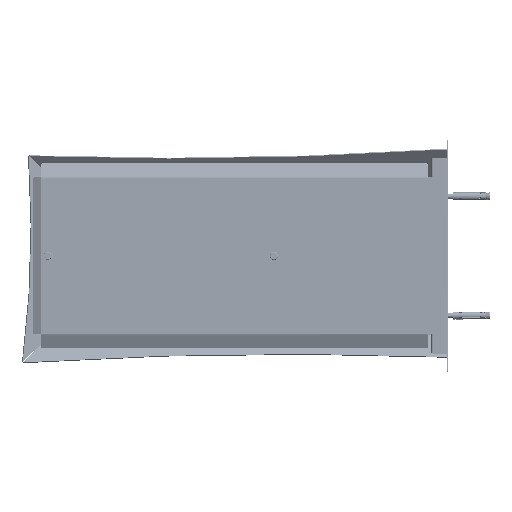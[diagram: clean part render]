
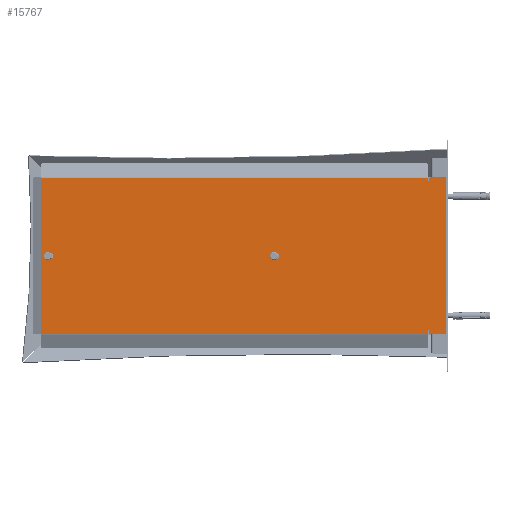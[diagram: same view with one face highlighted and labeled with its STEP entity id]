
A CAD part, top view. The second image highlights one B-rep face of the part: STEP entity #15767.
In plain terms, the highlighted planar face has unit normal (0, 0, 1).
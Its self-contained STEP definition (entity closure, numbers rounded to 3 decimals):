
#15767=ADVANCED_FACE('',(#21421,#21422,#21423),#21424,.T.);
#21421=FACE_BOUND('',#26306,.T.);
#21422=FACE_BOUND('',#26307,.T.);
#21423=FACE_OUTER_BOUND('',#26308,.T.);
#21424=PLANE('',#26309);
#26306=EDGE_LOOP('',(#33840,#33841,#33842,#33843));
#26307=EDGE_LOOP('',(#33844,#33845,#33846,#33847));
#26308=EDGE_LOOP('',(#33848,#33849,#33850,#33851,#33852,#33853,#33854,#33855,#33856,#33857,#33858,#33859,#33860,#33861,#33862,#33863,#33864,#33865));
#26309=AXIS2_PLACEMENT_3D('',#33866,#33867,#33868);
#33840=ORIENTED_EDGE('',*,*,#38585,.F.);
#33841=ORIENTED_EDGE('',*,*,#38586,.F.);
#33842=ORIENTED_EDGE('',*,*,#38587,.F.);
#33843=ORIENTED_EDGE('',*,*,#38588,.F.);
#33844=ORIENTED_EDGE('',*,*,#38573,.F.);
#33845=ORIENTED_EDGE('',*,*,#38568,.F.);
#33846=ORIENTED_EDGE('',*,*,#38589,.F.);
#33847=ORIENTED_EDGE('',*,*,#38577,.F.);
#33848=ORIENTED_EDGE('',*,*,#38590,.T.);
#33849=ORIENTED_EDGE('',*,*,#38591,.T.);
#33850=ORIENTED_EDGE('',*,*,#38592,.F.);
#33851=ORIENTED_EDGE('',*,*,#38593,.T.);
#33852=ORIENTED_EDGE('',*,*,#38594,.T.);
#33853=ORIENTED_EDGE('',*,*,#38595,.F.);
#33854=ORIENTED_EDGE('',*,*,#38596,.T.);
#33855=ORIENTED_EDGE('',*,*,#38597,.T.);
#33856=ORIENTED_EDGE('',*,*,#38598,.T.);
#33857=ORIENTED_EDGE('',*,*,#38599,.T.);
#33858=ORIENTED_EDGE('',*,*,#38600,.T.);
#33859=ORIENTED_EDGE('',*,*,#38601,.T.);
#33860=ORIENTED_EDGE('',*,*,#38602,.T.);
#33861=ORIENTED_EDGE('',*,*,#38603,.F.);
#33862=ORIENTED_EDGE('',*,*,#38604,.T.);
#33863=ORIENTED_EDGE('',*,*,#38605,.T.);
#33864=ORIENTED_EDGE('',*,*,#38606,.F.);
#33865=ORIENTED_EDGE('',*,*,#38607,.T.);
#33866=CARTESIAN_POINT('',(0.0,0.,24.5));
#33867=DIRECTION('',(0.0,0.0,1.0));
#33868=DIRECTION('',(1.0,0.0,0.0));
#38568=EDGE_CURVE('',#42572,#42573,#42574,.T.);
#38573=EDGE_CURVE('',#42573,#42581,#42582,.T.);
#38577=EDGE_CURVE('',#42581,#42587,#42588,.T.);
#38585=EDGE_CURVE('',#42600,#42601,#42602,.T.);
#38586=EDGE_CURVE('',#42603,#42600,#42604,.T.);
#38587=EDGE_CURVE('',#42605,#42603,#42606,.T.);
#38588=EDGE_CURVE('',#42601,#42605,#42607,.T.);
#38589=EDGE_CURVE('',#42587,#42572,#42608,.T.);
#38590=EDGE_CURVE('',#42609,#42593,#42610,.F.);
#38591=EDGE_CURVE('',#42593,#42611,#42612,.F.);
#38592=EDGE_CURVE('',#42613,#42611,#42614,.T.);
#38593=EDGE_CURVE('',#42613,#42615,#42616,.F.);
#38594=EDGE_CURVE('',#42615,#42617,#42618,.F.);
#38595=EDGE_CURVE('',#42619,#42617,#42620,.T.);
#38596=EDGE_CURVE('',#42619,#42621,#42622,.T.);
#38597=EDGE_CURVE('',#42621,#42623,#42624,.T.);
#38598=EDGE_CURVE('',#42623,#42625,#42626,.T.);
#38599=EDGE_CURVE('',#42625,#42627,#42628,.T.);
#38600=EDGE_CURVE('',#42627,#42629,#42630,.T.);
#38601=EDGE_CURVE('',#42629,#42631,#42632,.F.);
#38602=EDGE_CURVE('',#42631,#42633,#42634,.T.);
#38603=EDGE_CURVE('',#42635,#42633,#42636,.T.);
#38604=EDGE_CURVE('',#42635,#42637,#42638,.F.);
#38605=EDGE_CURVE('',#42637,#42639,#42640,.F.);
#38606=EDGE_CURVE('',#42641,#42639,#42642,.T.);
#38607=EDGE_CURVE('',#42641,#42609,#42643,.F.);
#42572=VERTEX_POINT('',#48074);
#42573=VERTEX_POINT('',#48075);
#42574=CIRCLE('',#48076,3.5);
#42581=VERTEX_POINT('',#48085);
#42582=LINE('',#48086,#48087);
#42587=VERTEX_POINT('',#48094);
#42588=CIRCLE('',#48095,3.5);
#42593=VERTEX_POINT('',#48101);
#42600=VERTEX_POINT('',#48110);
#42601=VERTEX_POINT('',#48111);
#42602=LINE('',#48112,#48113);
#42603=VERTEX_POINT('',#48114);
#42604=CIRCLE('',#48115,3.5);
#42605=VERTEX_POINT('',#48116);
#42606=LINE('',#48117,#48118);
#42607=CIRCLE('',#48119,3.5);
#42608=LINE('',#48120,#48121);
#42609=VERTEX_POINT('',#48122);
#42610=LINE('',#48123,#48124);
#42611=VERTEX_POINT('',#48125);
#42612=LINE('',#48126,#48127);
#42613=VERTEX_POINT('',#48128);
#42614=LINE('',#48129,#48130);
#42615=VERTEX_POINT('',#48131);
#42616=CIRCLE('',#48132,1.0);
#42617=VERTEX_POINT('',#48133);
#42618=CIRCLE('',#48134,1.0);
#42619=VERTEX_POINT('',#48135);
#42620=LINE('',#48136,#48137);
#42621=VERTEX_POINT('',#48138);
#42622=CIRCLE('',#48139,1.0);
#42623=VERTEX_POINT('',#48140);
#42624=LINE('',#48141,#48142);
#42625=VERTEX_POINT('',#48143);
#42626=CIRCLE('',#48144,1.0);
#42627=VERTEX_POINT('',#48145);
#42628=LINE('',#48146,#48147);
#42629=VERTEX_POINT('',#48148);
#42630=CIRCLE('',#48149,1.0);
#42631=VERTEX_POINT('',#48150);
#42632=LINE('',#48151,#48152);
#42633=VERTEX_POINT('',#48153);
#42634=CIRCLE('',#48154,1.0);
#42635=VERTEX_POINT('',#48155);
#42636=LINE('',#48156,#48157);
#42637=VERTEX_POINT('',#48158);
#42638=CIRCLE('',#48159,1.0);
#42639=VERTEX_POINT('',#48160);
#42640=CIRCLE('',#48161,1.0);
#42641=VERTEX_POINT('',#48162);
#42642=LINE('',#48163,#48164);
#42643=LINE('',#48165,#48166);
#48074=CARTESIAN_POINT('',(-254.272,3.5,24.5));
#48075=CARTESIAN_POINT('',(-254.272,-3.5,24.5));
#48076=AXIS2_PLACEMENT_3D('',#52664,#52665,#52666);
#48085=CARTESIAN_POINT('',(-249.272,-3.5,24.5));
#48086=CARTESIAN_POINT('',(0.,-3.5,24.5));
#48087=VECTOR('',#52672,1.0);
#48094=CARTESIAN_POINT('',(-249.272,3.5,24.5));
#48095=AXIS2_PLACEMENT_3D('',#52675,#52676,#52677);
#48101=CARTESIAN_POINT('',(-260.94,-98.44,24.5));
#48110=CARTESIAN_POINT('',(30.728,-3.5,24.5));
#48111=CARTESIAN_POINT('',(35.728,-3.5,24.5));
#48112=CARTESIAN_POINT('',(0.,-3.5,24.5));
#48113=VECTOR('',#52687,1.0);
#48114=CARTESIAN_POINT('',(30.728,3.5,24.5));
#48115=AXIS2_PLACEMENT_3D('',#52688,#52689,#52690);
#48116=CARTESIAN_POINT('',(35.728,3.5,24.5));
#48117=CARTESIAN_POINT('',(0.,3.5,24.5));
#48118=VECTOR('',#52691,1.0);
#48119=AXIS2_PLACEMENT_3D('',#52692,#52693,#52694);
#48120=CARTESIAN_POINT('',(0.,3.5,24.5));
#48121=VECTOR('',#52695,1.0);
#48122=CARTESIAN_POINT('',(-260.94,98.44,24.5));
#48123=CARTESIAN_POINT('',(-260.94,0.,24.5));
#48124=VECTOR('',#52696,1.0);
#48125=CARTESIAN_POINT('',(226.0,-98.44,24.5));
#48126=CARTESIAN_POINT('',(-17.47,-98.44,24.5));
#48127=VECTOR('',#52697,1.0);
#48128=CARTESIAN_POINT('',(226.0,-94.772,24.5));
#48129=CARTESIAN_POINT('',(226.0,0.,24.5));
#48130=VECTOR('',#52698,1.0);
#48131=CARTESIAN_POINT('',(227.0,-93.772,24.5));
#48132=AXIS2_PLACEMENT_3D('',#52699,#52700,#52701);
#48133=CARTESIAN_POINT('',(228.0,-94.772,24.5));
#48134=AXIS2_PLACEMENT_3D('',#52702,#52703,#52704);
#48135=CARTESIAN_POINT('',(228.0,-97.772,24.5));
#48136=CARTESIAN_POINT('',(228.0,0.,24.5));
#48137=VECTOR('',#52705,1.0);
#48138=CARTESIAN_POINT('',(229.0,-98.772,24.5));
#48139=AXIS2_PLACEMENT_3D('',#52706,#52707,#52708);
#48140=CARTESIAN_POINT('',(248.0,-98.772,24.5));
#48141=CARTESIAN_POINT('',(0.0,-98.772,24.5));
#48142=VECTOR('',#52709,1.0);
#48143=CARTESIAN_POINT('',(249.0,-97.772,24.5));
#48144=AXIS2_PLACEMENT_3D('',#52710,#52711,#52712);
#48145=CARTESIAN_POINT('',(249.0,97.772,24.5));
#48146=CARTESIAN_POINT('',(249.0,0.,24.5));
#48147=VECTOR('',#52713,1.0);
#48148=CARTESIAN_POINT('',(248.0,98.772,24.5));
#48149=AXIS2_PLACEMENT_3D('',#52714,#52715,#52716);
#48150=CARTESIAN_POINT('',(229.0,98.772,24.5));
#48151=CARTESIAN_POINT('',(0.0,98.772,24.5));
#48152=VECTOR('',#52717,1.0);
#48153=CARTESIAN_POINT('',(228.0,97.772,24.5));
#48154=AXIS2_PLACEMENT_3D('',#52718,#52719,#52720);
#48155=CARTESIAN_POINT('',(228.0,94.772,24.5));
#48156=CARTESIAN_POINT('',(228.0,0.,24.5));
#48157=VECTOR('',#52721,1.0);
#48158=CARTESIAN_POINT('',(227.0,93.772,24.5));
#48159=AXIS2_PLACEMENT_3D('',#52722,#52723,#52724);
#48160=CARTESIAN_POINT('',(226.0,94.772,24.5));
#48161=AXIS2_PLACEMENT_3D('',#52725,#52726,#52727);
#48162=CARTESIAN_POINT('',(226.0,98.44,24.5));
#48163=CARTESIAN_POINT('',(226.0,0.,24.5));
#48164=VECTOR('',#52728,1.0);
#48165=CARTESIAN_POINT('',(-17.47,98.44,24.5));
#48166=VECTOR('',#52729,1.0);
#52664=CARTESIAN_POINT('',(-254.272,0.,24.5));
#52665=DIRECTION('',(0.0,0.0,1.0));
#52666=DIRECTION('',(1.0,0.0,0.0));
#52672=DIRECTION('',(1.0,0.,0.0));
#52675=CARTESIAN_POINT('',(-249.272,0.,24.5));
#52676=DIRECTION('',(0.0,0.0,1.0));
#52677=DIRECTION('',(1.0,0.0,0.0));
#52687=DIRECTION('',(1.0,0.,0.0));
#52688=CARTESIAN_POINT('',(30.728,0.,24.5));
#52689=DIRECTION('',(0.0,0.0,1.0));
#52690=DIRECTION('',(1.0,0.0,0.0));
#52691=DIRECTION('',(-1.0,0.,0.0));
#52692=CARTESIAN_POINT('',(35.728,0.,24.5));
#52693=DIRECTION('',(0.0,0.0,1.0));
#52694=DIRECTION('',(1.0,0.0,0.0));
#52695=DIRECTION('',(-1.0,0.,0.0));
#52696=DIRECTION('',(0.,1.0,0.0));
#52697=DIRECTION('',(-1.0,0.0,0.0));
#52698=DIRECTION('',(0.0,-1.0,0.0));
#52699=CARTESIAN_POINT('',(227.0,-94.772,24.5));
#52700=DIRECTION('',(0.0,0.0,1.0));
#52701=DIRECTION('',(1.0,0.0,0.0));
#52702=CARTESIAN_POINT('',(227.0,-94.772,24.5));
#52703=DIRECTION('',(0.0,0.0,1.0));
#52704=DIRECTION('',(1.0,0.0,0.0));
#52705=DIRECTION('',(0.0,1.0,0.0));
#52706=CARTESIAN_POINT('',(229.0,-97.772,24.5));
#52707=DIRECTION('',(0.0,0.0,1.0));
#52708=DIRECTION('',(1.0,0.0,0.0));
#52709=DIRECTION('',(1.0,0.0,0.0));
#52710=CARTESIAN_POINT('',(248.0,-97.772,24.5));
#52711=DIRECTION('',(0.0,0.0,1.0));
#52712=DIRECTION('',(1.0,0.0,0.0));
#52713=DIRECTION('',(0.0,1.0,0.0));
#52714=CARTESIAN_POINT('',(248.0,97.772,24.5));
#52715=DIRECTION('',(0.0,0.0,1.0));
#52716=DIRECTION('',(1.0,0.0,0.0));
#52717=DIRECTION('',(1.0,0.0,0.0));
#52718=CARTESIAN_POINT('',(229.0,97.772,24.5));
#52719=DIRECTION('',(0.0,0.0,1.0));
#52720=DIRECTION('',(1.0,0.0,0.0));
#52721=DIRECTION('',(0.,1.0,0.0));
#52722=CARTESIAN_POINT('',(227.0,94.772,24.5));
#52723=DIRECTION('',(0.0,0.0,1.0));
#52724=DIRECTION('',(1.0,0.0,0.0));
#52725=CARTESIAN_POINT('',(227.0,94.772,24.5));
#52726=DIRECTION('',(0.0,0.0,1.0));
#52727=DIRECTION('',(1.0,0.0,0.0));
#52728=DIRECTION('',(0.,-1.0,0.0));
#52729=DIRECTION('',(1.0,0.,0.0));
